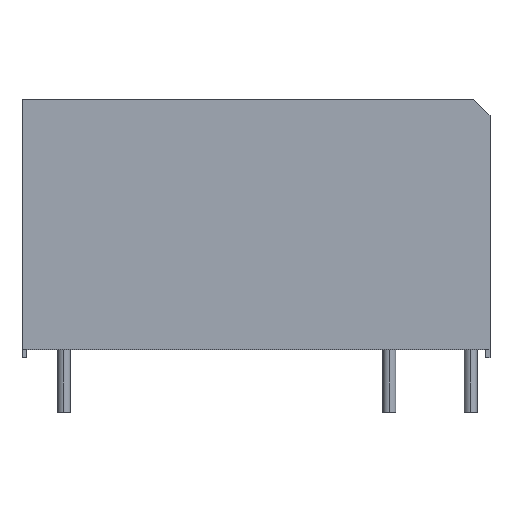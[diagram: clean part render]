
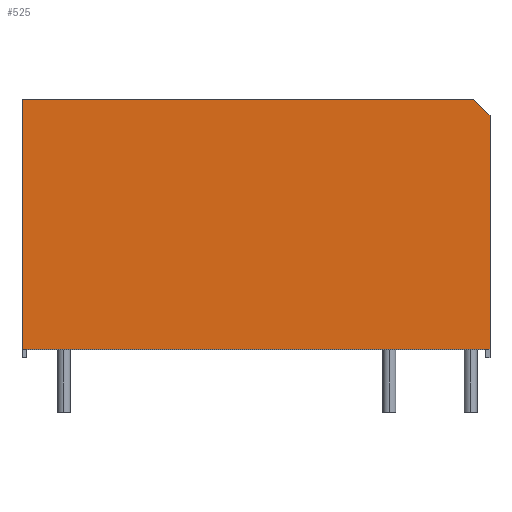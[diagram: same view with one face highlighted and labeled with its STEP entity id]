
A CAD part, top view. The second image highlights one B-rep face of the part: STEP entity #525.
In plain terms, the highlighted free-form (B-spline) face has degree [1, 1] with [2, 2] control points.
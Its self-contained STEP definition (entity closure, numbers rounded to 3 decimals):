
#496 = VERTEX_POINT('',#497);
#497 = CARTESIAN_POINT('',(-14.261,0.492,6.098
    ));
#502 = EDGE_CURVE('',#496,#503,#505,.T.);
#503 = VERTEX_POINT('',#504);
#504 = CARTESIAN_POINT('',(-14.261,15.736,
    6.098));
#505 = B_SPLINE_CURVE_WITH_KNOTS('',1,(#506,#507),.UNSPECIFIED.,.F.,.F.,
  (2,2),(0.5,16.),.PIECEWISE_BEZIER_KNOTS.);
#506 = CARTESIAN_POINT('',(-14.261,0.492,6.098
    ));
#507 = CARTESIAN_POINT('',(-14.261,15.736,
    6.098));
#525 = ADVANCED_FACE('',(#526),#555,.T.);
#526 = FACE_BOUND('',#527,.T.);
#527 = EDGE_LOOP('',(#528,#529,#536,#543,#550));
#528 = ORIENTED_EDGE('',*,*,#502,.F.);
#529 = ORIENTED_EDGE('',*,*,#530,.F.);
#530 = EDGE_CURVE('',#531,#496,#533,.T.);
#531 = VERTEX_POINT('',#532);
#532 = CARTESIAN_POINT('',(14.261,0.492,6.098
    ));
#533 = B_SPLINE_CURVE_WITH_KNOTS('',1,(#534,#535),.UNSPECIFIED.,.F.,.F.,
  (2,2),(0.,29.),.PIECEWISE_BEZIER_KNOTS.);
#534 = CARTESIAN_POINT('',(14.261,0.492,6.098
    ));
#535 = CARTESIAN_POINT('',(-14.261,0.492,6.098
    ));
#536 = ORIENTED_EDGE('',*,*,#537,.T.);
#537 = EDGE_CURVE('',#531,#538,#540,.T.);
#538 = VERTEX_POINT('',#539);
#539 = CARTESIAN_POINT('',(14.261,14.752,
    6.098));
#540 = B_SPLINE_CURVE_WITH_KNOTS('',1,(#541,#542),.UNSPECIFIED.,.F.,.F.,
  (2,2),(0.5,15.),.PIECEWISE_BEZIER_KNOTS.);
#541 = CARTESIAN_POINT('',(14.261,0.492,6.098
    ));
#542 = CARTESIAN_POINT('',(14.261,14.752,
    6.098));
#543 = ORIENTED_EDGE('',*,*,#544,.F.);
#544 = EDGE_CURVE('',#545,#538,#547,.T.);
#545 = VERTEX_POINT('',#546);
#546 = CARTESIAN_POINT('',(13.277,15.736,
    6.098));
#547 = B_SPLINE_CURVE_WITH_KNOTS('',1,(#548,#549),.UNSPECIFIED.,.F.,.F.,
  (2,2),(0.,1.414),.PIECEWISE_BEZIER_KNOTS.);
#548 = CARTESIAN_POINT('',(13.277,15.736,
    6.098));
#549 = CARTESIAN_POINT('',(14.261,14.752,
    6.098));
#550 = ORIENTED_EDGE('',*,*,#551,.T.);
#551 = EDGE_CURVE('',#545,#503,#552,.T.);
#552 = B_SPLINE_CURVE_WITH_KNOTS('',1,(#553,#554),.UNSPECIFIED.,.F.,.F.,
  (2,2),(0.,28.),.PIECEWISE_BEZIER_KNOTS.);
#553 = CARTESIAN_POINT('',(13.277,15.736,
    6.098));
#554 = CARTESIAN_POINT('',(-14.261,15.736,
    6.098));
#555 = B_SPLINE_SURFACE_WITH_KNOTS('',1,1,(
    (#556,#557)
    ,(#558,#559
    )),.UNSPECIFIED.,.F.,.F.,.F.,(2,2),(2,2),(-29.,0.),(0.5,16.),
  .PIECEWISE_BEZIER_KNOTS.);
#556 = CARTESIAN_POINT('',(-14.261,0.492,6.098
    ));
#557 = CARTESIAN_POINT('',(-14.261,15.736,
    6.098));
#558 = CARTESIAN_POINT('',(14.261,0.492,6.098
    ));
#559 = CARTESIAN_POINT('',(14.261,15.736,
    6.098));
